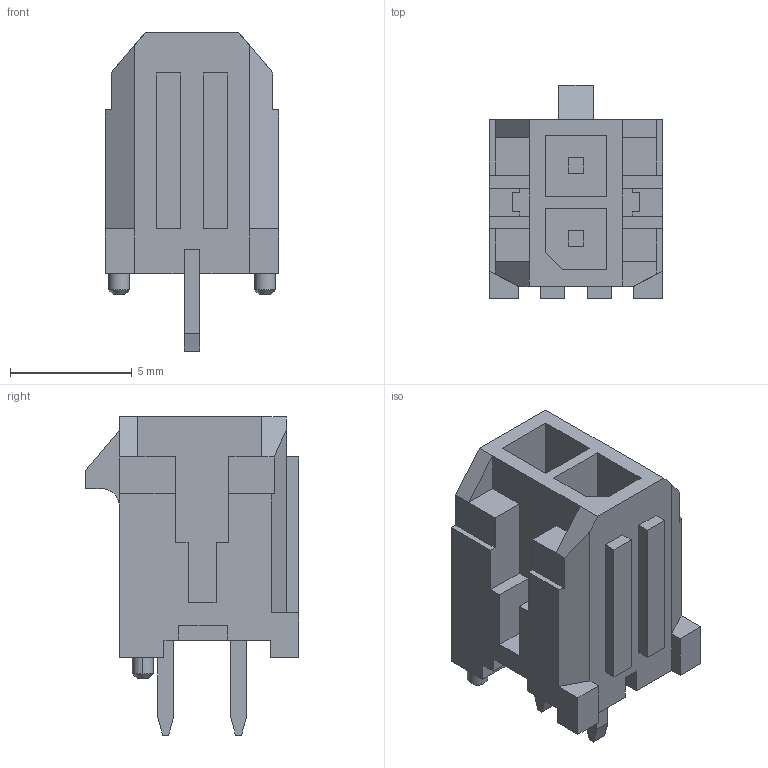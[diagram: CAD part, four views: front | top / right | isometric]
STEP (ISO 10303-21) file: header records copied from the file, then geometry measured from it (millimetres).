
FILE_DESCRIPTION((''),'2;1');
FILE_NAME('430450228','2016-02-03T',('me'),(''),'PRO/ENGINEER BY PARAMETRIC TECHNOLOGY CORPORATION, 2011490','PRO/ENGINEER BY PARAMETRIC TECHNOLOGY CORPORATION, 2011490','');
FILE_SCHEMA(('CONFIG_CONTROL_DESIGN'));
Length unit declared in the file: millimetre
Products named in the file (1): 430450228
Bounding box: 7.15 x 8.77 x 13.09 mm (x, y, z)
Volume: 341.9 mm3; surface area: 566.4 mm2
Topology: 1 solids, 1 shells, 162 faces, 433 edges, 286 vertices
Faces by surface type: plane 153, cylinder 5, cone 4
Entity records: 4962 total; most frequent: CARTESIAN_POINT 874, ORIENTED_EDGE 858, DIRECTION 773, EDGE_CURVE 429, VECTOR 419, LINE 419, VERTEX_POINT 278, AXIS2_PLACEMENT_3D 177
